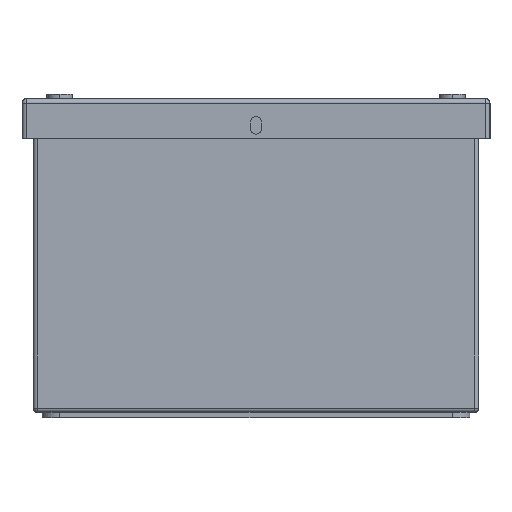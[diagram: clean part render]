
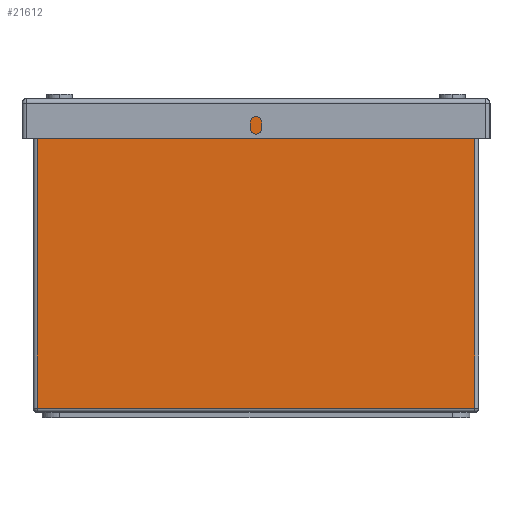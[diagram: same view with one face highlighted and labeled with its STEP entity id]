
A CAD part, left-side view. The second image highlights one B-rep face of the part: STEP entity #21612.
In plain terms, the highlighted planar face has unit normal (-1, 0, 0).
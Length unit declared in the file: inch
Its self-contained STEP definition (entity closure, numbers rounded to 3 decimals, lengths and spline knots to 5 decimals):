
#601 = ORIENTED_EDGE ( 'NONE', *, *, #19429, .F. ) ;
#3947 = EDGE_CURVE ( 'NONE', #28281, #19275, #24835, .T. ) ;
#4410 = VECTOR ( 'NONE', #15272, 39.37008 ) ;
#5910 = VECTOR ( 'NONE', #20346, 39.37008 ) ;
#9685 = CARTESIAN_POINT ( 'NONE',  ( -0.0002, 0.06, 4.25 ) ) ;
#10114 = EDGE_CURVE ( 'NONE', #13621, #28281, #22132, .T. ) ;
#10570 = VECTOR ( 'NONE', #27311, 39.37008 ) ;
#10810 = CARTESIAN_POINT ( 'NONE',  ( -0.0002, 6.19, 0.06 ) ) ;
#10945 = PLANE ( 'NONE',  #14417 ) ;
#11265 = ORIENTED_EDGE ( 'NONE', *, *, #23688, .T. ) ;
#13080 = FACE_OUTER_BOUND ( 'NONE', #28311, .T. ) ;
#13621 = VERTEX_POINT ( 'NONE', #22905 ) ;
#13714 = CARTESIAN_POINT ( 'NONE',  ( -0.0002, 6.19, 4.25 ) ) ;
#14417 = AXIS2_PLACEMENT_3D ( 'NONE', #18291, #15839, #20578 ) ;
#14841 = LINE ( 'NONE', #10810, #4410 ) ;
#15272 = DIRECTION ( 'NONE',  ( 0., -1., 0. ) ) ;
#15452 = CARTESIAN_POINT ( 'NONE',  ( -0.0002, 6.19, 4.19 ) ) ;
#15839 = DIRECTION ( 'NONE',  ( 1., 0., 0. ) ) ;
#15916 = CARTESIAN_POINT ( 'NONE',  ( -0.0002, 6.19, 4.19 ) ) ;
#18291 = CARTESIAN_POINT ( 'NONE',  ( -0.0002, 6.19, 4.25 ) ) ;
#19275 = VERTEX_POINT ( 'NONE', #27200 ) ;
#19429 = EDGE_CURVE ( 'NONE', #13621, #23623, #20440, .T. ) ;
#20346 = DIRECTION ( 'NONE',  ( 0., 0., -1. ) ) ;
#20440 = LINE ( 'NONE', #9685, #10570 ) ;
#20578 = DIRECTION ( 'NONE',  ( 0., 1., 0. ) ) ;
#21061 = VECTOR ( 'NONE', #26533, 39.37008 ) ;
#21612 = ADVANCED_FACE ( 'NONE', ( #13080 ), #10945, .F. ) ;
#22132 = LINE ( 'NONE', #15916, #21061 ) ;
#22905 = CARTESIAN_POINT ( 'NONE',  ( -0.0002, 0.06, 4.19 ) ) ;
#23623 = VERTEX_POINT ( 'NONE', #25238 ) ;
#23688 = EDGE_CURVE ( 'NONE', #19275, #23623, #14841, .T. ) ;
#24538 = ORIENTED_EDGE ( 'NONE', *, *, #3947, .T. ) ;
#24835 = LINE ( 'NONE', #13714, #5910 ) ;
#25238 = CARTESIAN_POINT ( 'NONE',  ( -0.0002, 0.06, 0.06 ) ) ;
#26533 = DIRECTION ( 'NONE',  ( 0., 1., 0. ) ) ;
#27200 = CARTESIAN_POINT ( 'NONE',  ( -0.0002, 6.19, 0.06 ) ) ;
#27311 = DIRECTION ( 'NONE',  ( 0., 0., -1. ) ) ;
#28281 = VERTEX_POINT ( 'NONE', #15452 ) ;
#28311 = EDGE_LOOP ( 'NONE', ( #601, #28390, #24538, #11265 ) ) ;
#28390 = ORIENTED_EDGE ( 'NONE', *, *, #10114, .T. ) ;
